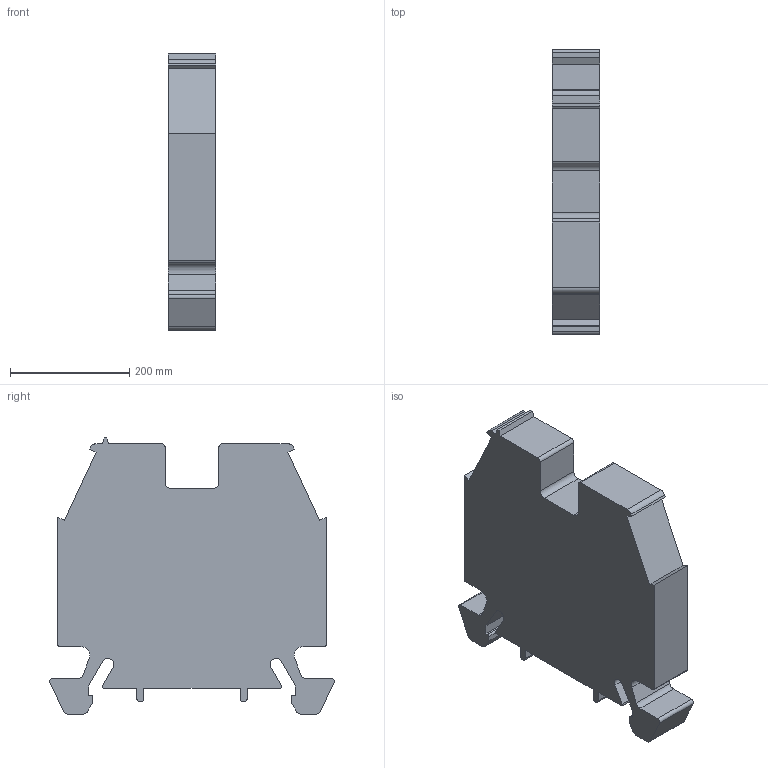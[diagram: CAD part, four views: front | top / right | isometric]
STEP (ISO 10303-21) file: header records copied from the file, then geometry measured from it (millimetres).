
FILE_DESCRIPTION((' '),'2;1');
FILE_NAME('V7-W10_3D.stp','2012-07-18T14:17:29',(' '),(' '),' ','ACIS',' ');
FILE_SCHEMA(('CONFIG_CONTROL_DESIGN'));
Length unit declared in the file: millimetre
Products named in the file (1): V7-W10_3D.stp
Bounding box: 80 x 477.25 x 463.5 mm (x, y, z)
Volume: 13271187.7 mm3; surface area: 529178.1 mm2
Topology: 1 solids, 1 shells, 76 faces, 222 edges, 148 vertices
Faces by surface type: plane 50, cylinder 26
Entity records: 2625 total; most frequent: CARTESIAN_POINT 447, ORIENTED_EDGE 444, DIRECTION 428, EDGE_CURVE 222, VECTOR 170, LINE 170, VERTEX_POINT 148, AXIS2_PLACEMENT_3D 129
